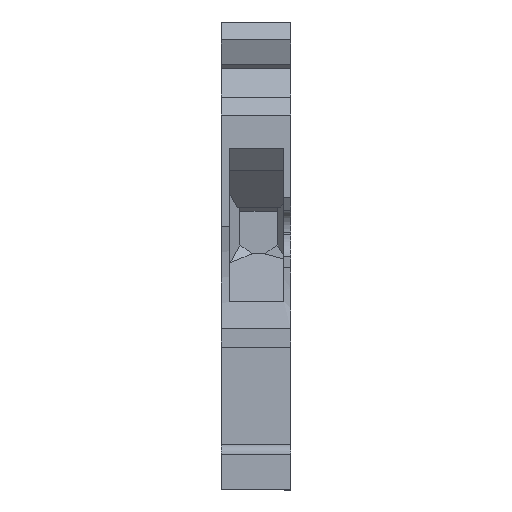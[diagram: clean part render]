
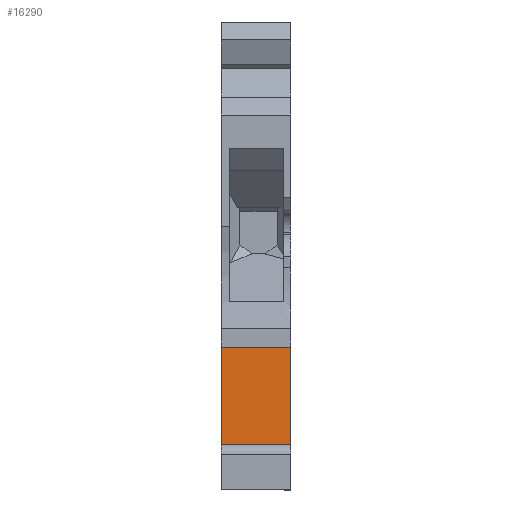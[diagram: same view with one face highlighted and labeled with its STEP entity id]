
A CAD part, front view. The second image highlights one B-rep face of the part: STEP entity #16290.
In plain terms, the highlighted face is planar.
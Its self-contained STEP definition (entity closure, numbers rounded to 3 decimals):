
#6820=CARTESIAN_POINT('',(-46.4,-4.5,
6.15));
#6830=VERTEX_POINT('',#6820);
#6860=CARTESIAN_POINT('',(-46.4,-8.854,
6.15));
#6870=DIRECTION('',(0.,1.,0.));
#6880=VECTOR('',#6870,1.);
#6890=LINE('',#6860,#6880);
#6900=CARTESIAN_POINT('',(-46.4,6.6,
6.15));
#6910=VERTEX_POINT('',#6900);
#6920=EDGE_CURVE('',#6830,#6910,#6890,.T.);
#9420=CARTESIAN_POINT('',(-46.4,6.6,
0.));
#9430=VERTEX_POINT('',#9420);
#9460=CARTESIAN_POINT('',(-46.4,28.657,
0.));
#9470=DIRECTION('',(0.,1.,0.));
#9480=VECTOR('',#9470,1.);
#9490=LINE('',#9460,#9480);
#9500=CARTESIAN_POINT('',(-46.4,-2.,
0.));
#9510=VERTEX_POINT('',#9500);
#9520=EDGE_CURVE('',#9510,#9430,#9490,.T.);
#15790=CARTESIAN_POINT('',(-46.4,6.6,
6.15));
#15800=DIRECTION('',(0.,0.,-1.));
#15810=VECTOR('',#15800,1.);
#15820=LINE('',#15790,#15810);
#15830=EDGE_CURVE('',#6910,#9430,#15820,.T.);
#15970=CARTESIAN_POINT('',(-46.4,-4.5,
6.15));
#15980=DIRECTION('',(1.,0.,0.));
#15990=DIRECTION('',(0.,-1.,0.));
#16000=AXIS2_PLACEMENT_3D('',#15970,#15980,#15990);
#16010=PLANE('',#16000);
#16020=ORIENTED_EDGE('',*,*,#6920,.T.);
#16030=CARTESIAN_POINT('',(-46.4,-4.5,
6.15));
#16040=DIRECTION('',(0.,0.,-1.));
#16050=VECTOR('',#16040,1.);
#16060=LINE('',#16030,#16050);
#16070=CARTESIAN_POINT('',(-46.4,-4.5,
1.));
#16080=VERTEX_POINT('',#16070);
#16090=EDGE_CURVE('',#6830,#16080,#16060,.T.);
#16100=ORIENTED_EDGE('',*,*,#16090,.F.);
#16110=CARTESIAN_POINT('',(-46.4,28.657,
1.));
#16120=DIRECTION('',(0.,1.,0.));
#16130=VECTOR('',#16120,1.);
#16140=LINE('',#16110,#16130);
#16150=CARTESIAN_POINT('',(-46.4,-2.,
1.));
#16160=VERTEX_POINT('',#16150);
#16170=EDGE_CURVE('',#16080,#16160,#16140,.T.);
#16180=ORIENTED_EDGE('',*,*,#16170,.F.);
#16190=CARTESIAN_POINT('',(-46.4,-2.,
6.15));
#16200=DIRECTION('',(0.,0.,1.));
#16210=VECTOR('',#16200,1.);
#16220=LINE('',#16190,#16210);
#16230=EDGE_CURVE('',#9510,#16160,#16220,.T.);
#16240=ORIENTED_EDGE('',*,*,#16230,.T.);
#16250=ORIENTED_EDGE('',*,*,#9520,.F.);
#16260=ORIENTED_EDGE('',*,*,#15830,.T.);
#16270=EDGE_LOOP('',(#16260,#16250,#16240,#16180,#16100,#16020));
#16280=FACE_OUTER_BOUND('',#16270,.T.);
#16290=ADVANCED_FACE('',(#16280),#16010,.F.);
